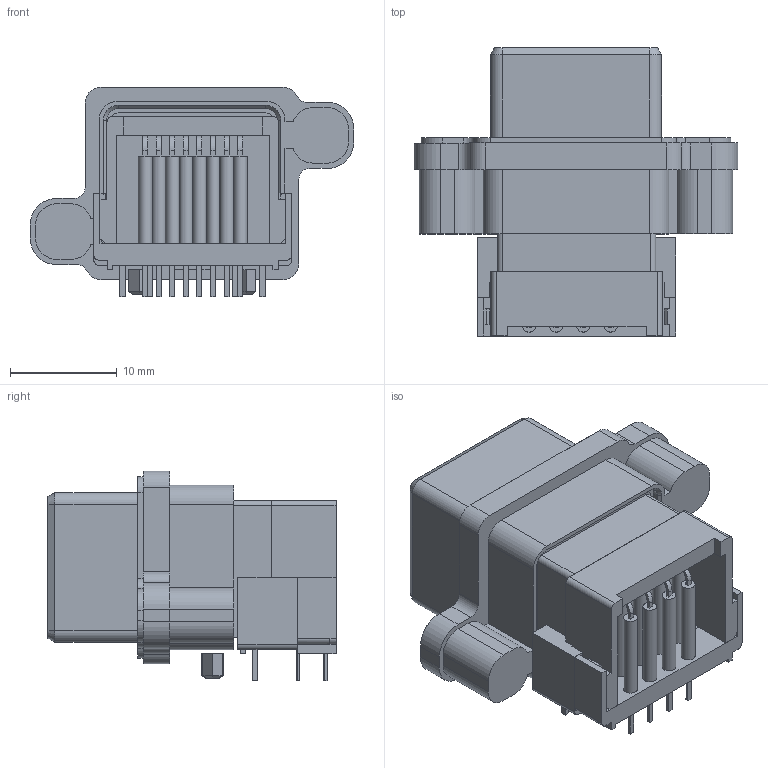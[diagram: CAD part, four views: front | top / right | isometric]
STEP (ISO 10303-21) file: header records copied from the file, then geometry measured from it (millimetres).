
FILE_DESCRIPTION(/* description */ (''),/* implementation_level */ '2;1');
FILE_NAME(/* name */ 'AMPHENOL_MRJ-6381-M1.stp',/* time_stamp */ '2015-04-02T17:01:35+02:00',/* author */ ('admchouv'),/* organization */ (''),/* preprocessor_version */ 'ST-DEVELOPER v15.5',/* originating_system */ 'AutoCAD Mechanical',/* authorisation */ '');
FILE_SCHEMA (('AUTOMOTIVE_DESIGN { 1 0 10303 214 3 1 1 }'));
Length unit declared in the file: millimetre
Products named in the file (1): Product
Bounding box: 30.3 x 26.95 x 19.6 mm (x, y, z)
Volume: 5198.6 mm3; surface area: 7743.5 mm2
Topology: 52 solids, 52 shells, 869 faces, 2158 edges, 1394 vertices
Faces by surface type: plane 575, cylinder 218, torus 37, bspline 27, cone 12
Full cylindrical faces by diameter (mm): 1.295 x8, 2.261 x2, 3.2 x2
Entity records: 26465 total; most frequent: CARTESIAN_POINT 5555, DIRECTION 4312, ORIENTED_EDGE 4276, EDGE_CURVE 2138, LINE 1528, VECTOR 1528, AXIS2_PLACEMENT_3D 1392, VERTEX_POINT 1390
